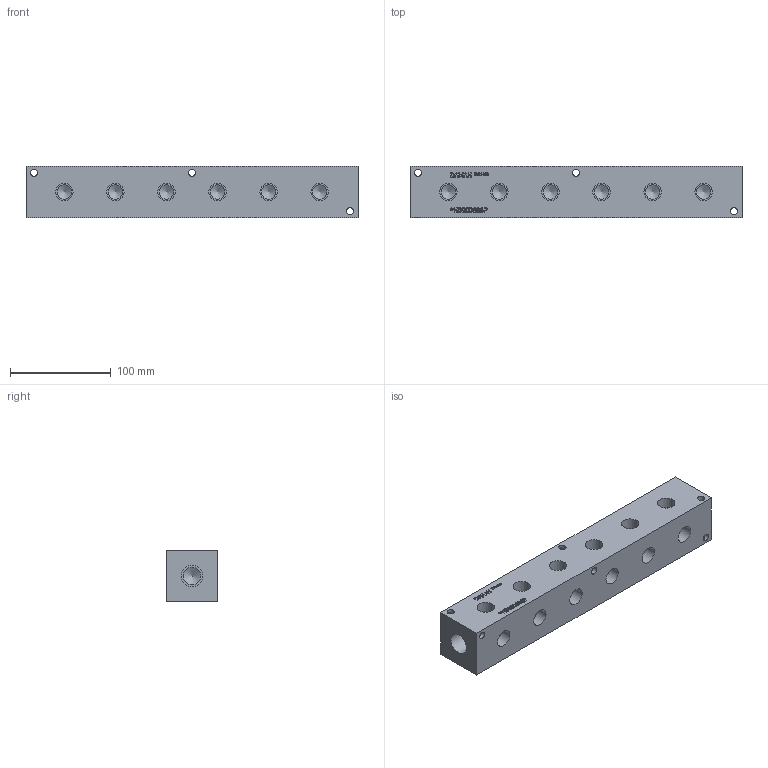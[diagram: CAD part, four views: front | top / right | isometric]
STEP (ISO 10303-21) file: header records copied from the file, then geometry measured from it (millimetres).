
FILE_DESCRIPTION(/* description */ (''),/* implementation_level */ '2;1');
FILE_NAME(/* name */ '_H0900606P.stp',/* time_stamp */ '2020-04-27T16:31:05-04:00',/* author */ ('devonn'),/* organization */ (''),/* preprocessor_version */ 'ST-DEVELOPER v17',/* originating_system */ 'Autodesk Inventor 2019',/* authorisation */ '');
FILE_SCHEMA (('AUTOMOTIVE_DESIGN { 1 0 10303 214 3 1 1 }'));
Length unit declared in the file: millimetre
Products named in the file (1): Part_AH0900606P_3D
Bounding box: 330.2 x 50.8 x 50.8 mm (x, y, z)
Volume: 791702.6 mm3; surface area: 88821.5 mm2
Topology: 1 solids, 1 shells, 392 faces, 1072 edges, 720 vertices
Faces by surface type: plane 217, bspline 121, cylinder 40, cone 14
Full cylindrical faces by diameter (mm): 7.137 x12, 14.3 x12, 17.297 x12, 17.475 x2, 21.59 x2
Entity records: 13331 total; most frequent: CARTESIAN_POINT 3744, ORIENTED_EDGE 2116, DIRECTION 1488, EDGE_CURVE 1058, VERTEX_POINT 720, LINE 688, VECTOR 688, EDGE_LOOP 462
